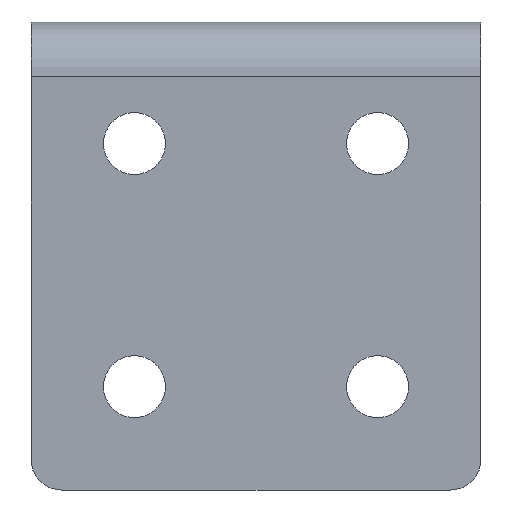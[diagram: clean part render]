
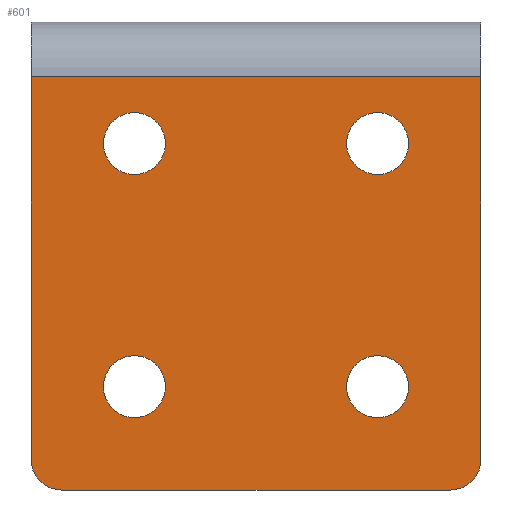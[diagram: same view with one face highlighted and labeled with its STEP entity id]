
A CAD part, front view. The second image highlights one B-rep face of the part: STEP entity #601.
In plain terms, the highlighted planar face has unit normal (0, -1, 0).
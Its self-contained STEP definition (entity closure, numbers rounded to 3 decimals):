
#14 = FACE_BOUND ( 'NONE', #1089, .T. ) ;
#26 = CIRCLE ( 'NONE', #147, 2.55 ) ;
#32 = ORIENTED_EDGE ( 'NONE', *, *, #616, .T. ) ;
#40 = AXIS2_PLACEMENT_3D ( 'NONE', #313, #379, #528 ) ;
#51 = CARTESIAN_POINT ( 'NONE',  ( 37., 0., -4.5 ) ) ;
#56 = VERTEX_POINT ( 'NONE', #570 ) ;
#68 = CIRCLE ( 'NONE', #1103, 2.5 ) ;
#69 = AXIS2_PLACEMENT_3D ( 'NONE', #911, #818, #554 ) ;
#83 = VERTEX_POINT ( 'NONE', #1028 ) ;
#84 = DIRECTION ( 'NONE',  ( 0., 1., 0. ) ) ;
#104 = DIRECTION ( 'NONE',  ( 0., 0., -1. ) ) ;
#106 = DIRECTION ( 'NONE',  ( 0., 1., 0. ) ) ;
#113 = ORIENTED_EDGE ( 'NONE', *, *, #783, .T. ) ;
#115 = DIRECTION ( 'NONE',  ( 0., 1., 0. ) ) ;
#129 = CIRCLE ( 'NONE', #40, 2.55 ) ;
#133 = VERTEX_POINT ( 'NONE', #335 ) ;
#142 = LINE ( 'NONE', #272, #1060 ) ;
#147 = AXIS2_PLACEMENT_3D ( 'NONE', #632, #363, #888 ) ;
#148 = EDGE_LOOP ( 'NONE', ( #1064, #863 ) ) ;
#169 = CARTESIAN_POINT ( 'NONE',  ( 8.5, 0., -7.45 ) ) ;
#178 = AXIS2_PLACEMENT_3D ( 'NONE', #1070, #1073, #725 ) ;
#196 = CIRCLE ( 'NONE', #225, 2.55 ) ;
#201 = DIRECTION ( 'NONE',  ( 0., 0., 1. ) ) ;
#206 = CARTESIAN_POINT ( 'NONE',  ( 8.5, 0., -32.55 ) ) ;
#207 = VERTEX_POINT ( 'NONE', #521 ) ;
#208 = CIRCLE ( 'NONE', #341, 2.55 ) ;
#210 = DIRECTION ( 'NONE',  ( 0., 0., 1. ) ) ;
#218 = CIRCLE ( 'NONE', #354, 2.5 ) ;
#221 = CARTESIAN_POINT ( 'NONE',  ( 37., 0., -4.5 ) ) ;
#225 = AXIS2_PLACEMENT_3D ( 'NONE', #996, #644, #470 ) ;
#237 = ORIENTED_EDGE ( 'NONE', *, *, #399, .T. ) ;
#243 = FACE_BOUND ( 'NONE', #811, .T. ) ;
#272 = CARTESIAN_POINT ( 'NONE',  ( 37., 0., -38.5 ) ) ;
#273 = CARTESIAN_POINT ( 'NONE',  ( 37., 0., -36. ) ) ;
#280 = EDGE_CURVE ( 'NONE', #339, #1000, #208, .T. ) ;
#284 = DIRECTION ( 'NONE',  ( 0., 0., 1. ) ) ;
#286 = DIRECTION ( 'NONE',  ( 0., 1., 0. ) ) ;
#291 = CARTESIAN_POINT ( 'NONE',  ( 28.5, 0., -30. ) ) ;
#292 = VECTOR ( 'NONE', #807, 1000. ) ;
#313 = CARTESIAN_POINT ( 'NONE',  ( 8.5, 0., -30. ) ) ;
#320 = LINE ( 'NONE', #989, #292 ) ;
#335 = CARTESIAN_POINT ( 'NONE',  ( 28.5, 0., -7.45 ) ) ;
#339 = VERTEX_POINT ( 'NONE', #169 ) ;
#341 = AXIS2_PLACEMENT_3D ( 'NONE', #412, #84, #210 ) ;
#354 = AXIS2_PLACEMENT_3D ( 'NONE', #444, #1079, #284 ) ;
#363 = DIRECTION ( 'NONE',  ( 0., 1., 0. ) ) ;
#374 = ORIENTED_EDGE ( 'NONE', *, *, #1141, .T. ) ;
#379 = DIRECTION ( 'NONE',  ( 0., 1., 0. ) ) ;
#384 = VERTEX_POINT ( 'NONE', #498 ) ;
#399 = EDGE_CURVE ( 'NONE', #207, #817, #129, .T. ) ;
#406 = CARTESIAN_POINT ( 'NONE',  ( 0., 0., -36. ) ) ;
#412 = CARTESIAN_POINT ( 'NONE',  ( 8.5, 0., -10. ) ) ;
#425 = EDGE_LOOP ( 'NONE', ( #862, #1020 ) ) ;
#443 = EDGE_CURVE ( 'NONE', #384, #56, #1038, .T. ) ;
#444 = CARTESIAN_POINT ( 'NONE',  ( 2.5, 0., -36. ) ) ;
#450 = CARTESIAN_POINT ( 'NONE',  ( 37., 0., 0. ) ) ;
#451 = CARTESIAN_POINT ( 'NONE',  ( 37., 0., 0. ) ) ;
#452 = VERTEX_POINT ( 'NONE', #221 ) ;
#455 = CARTESIAN_POINT ( 'NONE',  ( 34.5, 0., -38.5 ) ) ;
#459 = FACE_OUTER_BOUND ( 'NONE', #756, .T. ) ;
#470 = DIRECTION ( 'NONE',  ( 0., 0., 1. ) ) ;
#497 = CIRCLE ( 'NONE', #1062, 2.55 ) ;
#498 = CARTESIAN_POINT ( 'NONE',  ( 28.5, 0., -27.45 ) ) ;
#515 = LINE ( 'NONE', #51, #626 ) ;
#521 = CARTESIAN_POINT ( 'NONE',  ( 8.5, 0., -27.45 ) ) ;
#528 = DIRECTION ( 'NONE',  ( 0., 0., 1. ) ) ;
#542 = DIRECTION ( 'NONE',  ( 0., 0., 1. ) ) ;
#554 = DIRECTION ( 'NONE',  ( 0., 0., 1. ) ) ;
#555 = LINE ( 'NONE', #450, #787 ) ;
#557 = EDGE_CURVE ( 'NONE', #1098, #840, #68, .T. ) ;
#570 = CARTESIAN_POINT ( 'NONE',  ( 28.5, 0., -32.55 ) ) ;
#591 = ORIENTED_EDGE ( 'NONE', *, *, #736, .T. ) ;
#601 = ADVANCED_FACE ( 'NONE', ( #243, #920, #14, #944, #459 ), #949, .F. ) ;
#608 = DIRECTION ( 'NONE',  ( 0., -1., 0. ) ) ;
#616 = EDGE_CURVE ( 'NONE', #1119, #83, #218, .T. ) ;
#620 = EDGE_CURVE ( 'NONE', #817, #207, #196, .T. ) ;
#626 = VECTOR ( 'NONE', #678, 1000. ) ;
#632 = CARTESIAN_POINT ( 'NONE',  ( 28.5, 0., -10. ) ) ;
#644 = DIRECTION ( 'NONE',  ( 0., 1., 0. ) ) ;
#647 = CIRCLE ( 'NONE', #178, 2.55 ) ;
#653 = EDGE_CURVE ( 'NONE', #1000, #339, #647, .T. ) ;
#678 = DIRECTION ( 'NONE',  ( -1., 0., 0. ) ) ;
#685 = CARTESIAN_POINT ( 'NONE',  ( 8.5, 0., -12.55 ) ) ;
#687 = AXIS2_PLACEMENT_3D ( 'NONE', #451, #106, #201 ) ;
#689 = EDGE_CURVE ( 'NONE', #1098, #83, #142, .T. ) ;
#705 = EDGE_CURVE ( 'NONE', #452, #840, #555, .T. ) ;
#725 = DIRECTION ( 'NONE',  ( 0., 0., 1. ) ) ;
#736 = EDGE_CURVE ( 'NONE', #986, #1119, #320, .T. ) ;
#746 = ORIENTED_EDGE ( 'NONE', *, *, #620, .T. ) ;
#756 = EDGE_LOOP ( 'NONE', ( #591, #32, #1080, #1111, #927, #374 ) ) ;
#764 = CIRCLE ( 'NONE', #69, 2.55 ) ;
#783 = EDGE_CURVE ( 'NONE', #133, #894, #764, .T. ) ;
#787 = VECTOR ( 'NONE', #104, 1000. ) ;
#790 = EDGE_CURVE ( 'NONE', #56, #384, #497, .T. ) ;
#794 = DIRECTION ( 'NONE',  ( 0., 0., 1. ) ) ;
#796 = DIRECTION ( 'NONE',  ( 0., 0., 1. ) ) ;
#801 = DIRECTION ( 'NONE',  ( -1., 0., 0. ) ) ;
#807 = DIRECTION ( 'NONE',  ( 0., 0., -1. ) ) ;
#811 = EDGE_LOOP ( 'NONE', ( #113, #856 ) ) ;
#817 = VERTEX_POINT ( 'NONE', #206 ) ;
#818 = DIRECTION ( 'NONE',  ( 0., 1., 0. ) ) ;
#819 = EDGE_CURVE ( 'NONE', #894, #133, #26, .T. ) ;
#840 = VERTEX_POINT ( 'NONE', #273 ) ;
#856 = ORIENTED_EDGE ( 'NONE', *, *, #819, .T. ) ;
#862 = ORIENTED_EDGE ( 'NONE', *, *, #443, .T. ) ;
#863 = ORIENTED_EDGE ( 'NONE', *, *, #653, .T. ) ;
#888 = DIRECTION ( 'NONE',  ( 0., 0., 1. ) ) ;
#890 = CARTESIAN_POINT ( 'NONE',  ( 28.5, 0., -30. ) ) ;
#894 = VERTEX_POINT ( 'NONE', #1044 ) ;
#911 = CARTESIAN_POINT ( 'NONE',  ( 28.5, 0., -10. ) ) ;
#920 = FACE_BOUND ( 'NONE', #425, .T. ) ;
#927 = ORIENTED_EDGE ( 'NONE', *, *, #705, .F. ) ;
#934 = CARTESIAN_POINT ( 'NONE',  ( 0., 0., -4.5 ) ) ;
#944 = FACE_BOUND ( 'NONE', #148, .T. ) ;
#949 = PLANE ( 'NONE',  #687 ) ;
#986 = VERTEX_POINT ( 'NONE', #934 ) ;
#989 = CARTESIAN_POINT ( 'NONE',  ( 0., 0., 0. ) ) ;
#996 = CARTESIAN_POINT ( 'NONE',  ( 8.5, 0., -30. ) ) ;
#1000 = VERTEX_POINT ( 'NONE', #685 ) ;
#1020 = ORIENTED_EDGE ( 'NONE', *, *, #790, .T. ) ;
#1028 = CARTESIAN_POINT ( 'NONE',  ( 2.5, 0., -38.5 ) ) ;
#1038 = CIRCLE ( 'NONE', #1130, 2.55 ) ;
#1044 = CARTESIAN_POINT ( 'NONE',  ( 28.5, 0., -12.55 ) ) ;
#1060 = VECTOR ( 'NONE', #801, 1000. ) ;
#1062 = AXIS2_PLACEMENT_3D ( 'NONE', #291, #115, #542 ) ;
#1064 = ORIENTED_EDGE ( 'NONE', *, *, #280, .T. ) ;
#1070 = CARTESIAN_POINT ( 'NONE',  ( 8.5, 0., -10. ) ) ;
#1073 = DIRECTION ( 'NONE',  ( 0., 1., 0. ) ) ;
#1079 = DIRECTION ( 'NONE',  ( 0., -1., 0. ) ) ;
#1080 = ORIENTED_EDGE ( 'NONE', *, *, #689, .F. ) ;
#1089 = EDGE_LOOP ( 'NONE', ( #237, #746 ) ) ;
#1098 = VERTEX_POINT ( 'NONE', #455 ) ;
#1103 = AXIS2_PLACEMENT_3D ( 'NONE', #1112, #608, #794 ) ;
#1111 = ORIENTED_EDGE ( 'NONE', *, *, #557, .T. ) ;
#1112 = CARTESIAN_POINT ( 'NONE',  ( 34.5, 0., -36. ) ) ;
#1119 = VERTEX_POINT ( 'NONE', #406 ) ;
#1130 = AXIS2_PLACEMENT_3D ( 'NONE', #890, #286, #796 ) ;
#1141 = EDGE_CURVE ( 'NONE', #452, #986, #515, .T. ) ;
